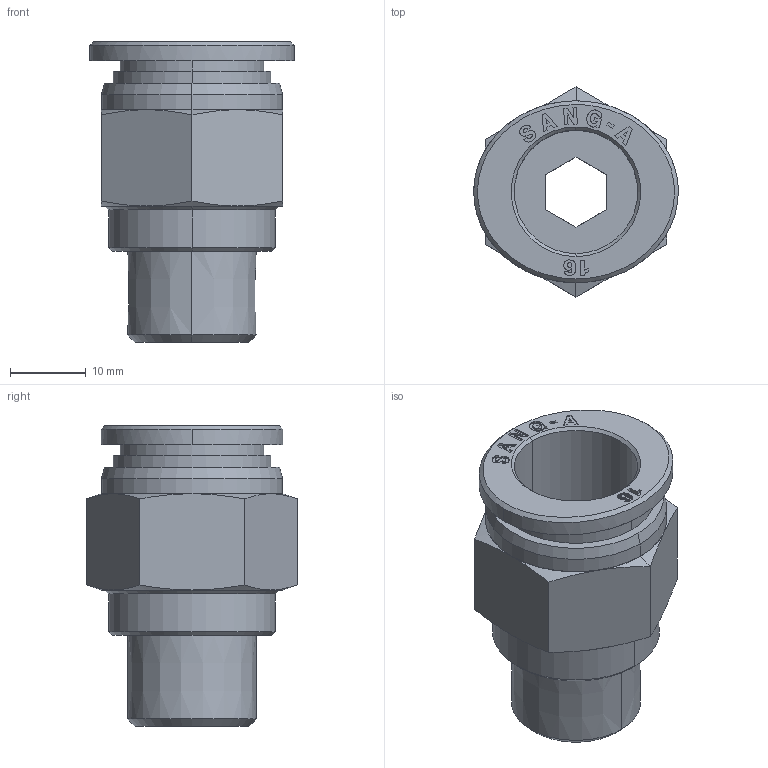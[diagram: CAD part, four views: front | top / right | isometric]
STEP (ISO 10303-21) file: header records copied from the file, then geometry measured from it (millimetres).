
FILE_DESCRIPTION((''),'2;1');
FILE_NAME('GPC 1603(3D).stp','2012-12-20T14:05:22',(''),(''),'Mechanical Desktop.R8.0.24.0','Mechanical Desktop.R8.0.24.0',', , ');
FILE_SCHEMA(('CONFIG_CONTROL_DESIGN'));
Length unit declared in the file: millimetre
Products named in the file (2): GPC 1603(3D); ºÎÇ°1
Assembly tree (1 placements, depth 2):
  GPC 1603(3D)
    ºÎÇ°1
Bounding box: 27 x 27.71 x 39.7 mm (x, y, z)
Volume: 8597.9 mm3; surface area: 5679.6 mm2
Topology: 1 solids, 1 shells, 282 faces, 755 edges, 493 vertices
Faces by surface type: plane 199, cone 32, bspline 29, cylinder 22
Entity records: 9496 total; most frequent: CARTESIAN_POINT 2428, ORIENTED_EDGE 1510, DIRECTION 1361, EDGE_CURVE 755, VECTOR 589, LINE 589, VERTEX_POINT 493, AXIS2_PLACEMENT_3D 386
